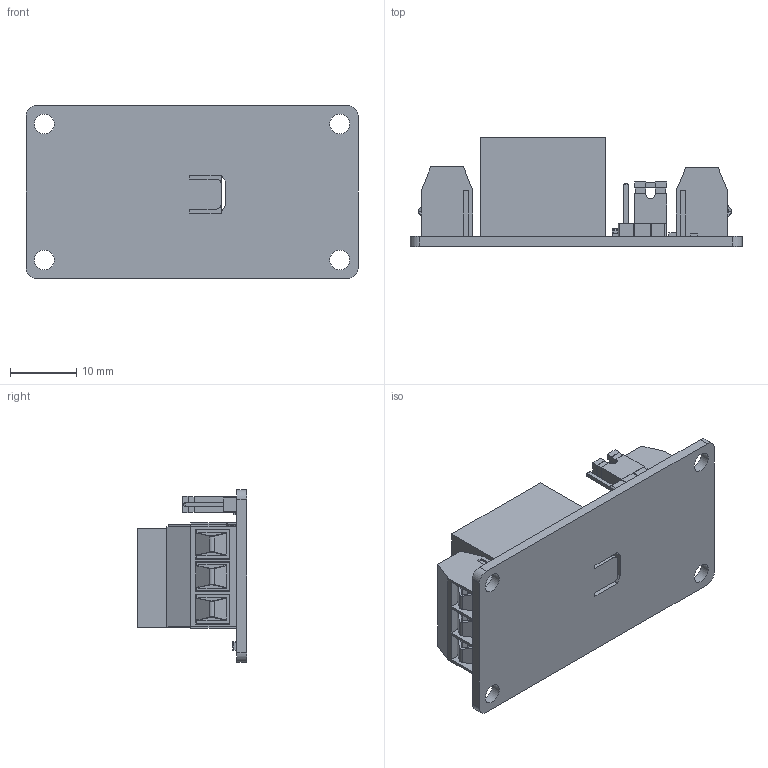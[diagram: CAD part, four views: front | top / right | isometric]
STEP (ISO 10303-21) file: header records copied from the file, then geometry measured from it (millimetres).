
FILE_DESCRIPTION(/* description */ (''),/* implementation_level */ '2;1');
FILE_NAME(/* name */ 'Relay Switch v6.step',/* time_stamp */ '2022-03-23T10:32:20+01:00',/* author */ (''),/* organization */ (''),/* preprocessor_version */ 'ST-DEVELOPER v18.1',/* originating_system */ 'Autodesk Translation Framework v10.13.0.1454',/* authorisation */ '');
FILE_SCHEMA (('AUTOMOTIVE_DESIGN { 1 0 10303 214 3 1 1 }'));
Length unit declared in the file: millimetre
Products named in the file (7): Relay Switch; Component1; Component2; Component3; Component5; Component6; Component7
Assembly tree (6 placements, depth 2):
  Relay Switch
    Component1
    Component2
    Component3
    Component5
    Component6
    Component7
Bounding box: 50 x 16.43 x 26 mm (x, y, z)
Volume: 7954.8 mm3; surface area: 7637.2 mm2
Topology: 52 solids, 52 shells, 696 faces, 1674 edges, 1100 vertices
Faces by surface type: plane 601, cylinder 93, bspline 2
Full cylindrical faces by diameter (mm): 0.3 x1, 1.154 x1, 1.155 x1, 3 x4, 3.7 x6, 4 x6
Entity records: 20283 total; most frequent: CARTESIAN_POINT 3535, ORIENTED_EDGE 3348, DIRECTION 3324, EDGE_CURVE 1674, LINE 1438, VECTOR 1438, VERTEX_POINT 1100, AXIS2_PLACEMENT_3D 943
